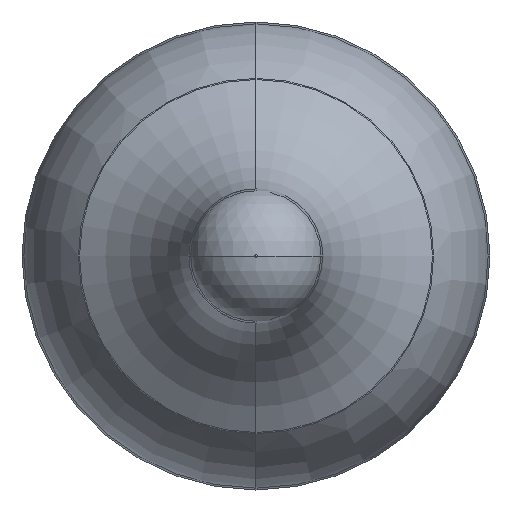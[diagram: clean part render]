
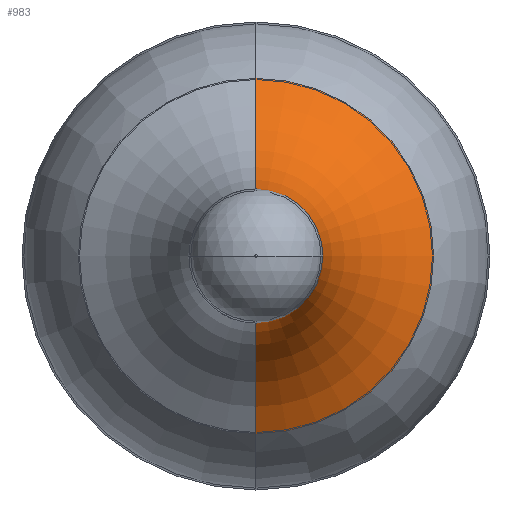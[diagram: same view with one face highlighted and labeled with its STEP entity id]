
A CAD part, left-side view. The second image highlights one B-rep face of the part: STEP entity #983.
In plain terms, the highlighted toroidal (fillet/blend) face has major radius 3.644 mm and minor radius 2.793 mm.
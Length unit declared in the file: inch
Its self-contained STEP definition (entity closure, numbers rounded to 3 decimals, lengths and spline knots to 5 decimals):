
#20 = DIRECTION ( 'NONE',  ( -1., 0., 0. ) ) ;
#35 = FACE_OUTER_BOUND ( 'NONE', #272, .T. ) ;
#46 = DIRECTION ( 'NONE',  ( 0., 0., -1. ) ) ;
#106 = VERTEX_POINT ( 'NONE', #1023 ) ;
#152 = DIRECTION ( 'NONE',  ( -1., 0., 0. ) ) ;
#158 = EDGE_CURVE ( 'NONE', #567, #106, #535, .T. ) ;
#168 = AXIS2_PLACEMENT_3D ( 'NONE', #341, #753, #953 ) ;
#181 = CARTESIAN_POINT ( 'NONE',  ( 0.13878, 0., -0.09298 ) ) ;
#185 = DIRECTION ( 'NONE',  ( 0., 0., 1. ) ) ;
#192 = CARTESIAN_POINT ( 'NONE',  ( 0.04525, -0.03358, 0. ) ) ;
#200 = CARTESIAN_POINT ( 'NONE',  ( 0.04525, 0., -0.03358 ) ) ;
#272 = EDGE_LOOP ( 'NONE', ( #433, #331, #447, #525, #918 ) ) ;
#286 = EDGE_CURVE ( 'NONE', #826, #719, #682, .T. ) ;
#330 = VERTEX_POINT ( 'NONE', #192 ) ;
#331 = ORIENTED_EDGE ( 'NONE', *, *, #286, .T. ) ;
#341 = CARTESIAN_POINT ( 'NONE',  ( 0.13878, 0., 0. ) ) ;
#415 = CARTESIAN_POINT ( 'NONE',  ( 0.04525, 0., 0. ) ) ;
#433 = ORIENTED_EDGE ( 'NONE', *, *, #1276, .F. ) ;
#447 = ORIENTED_EDGE ( 'NONE', *, *, #508, .T. ) ;
#458 = CARTESIAN_POINT ( 'NONE',  ( 0.04109, 0., -0.14346 ) ) ;
#508 = EDGE_CURVE ( 'NONE', #719, #106, #1214, .T. ) ;
#525 = ORIENTED_EDGE ( 'NONE', *, *, #158, .F. ) ;
#535 = CIRCLE ( 'NONE', #562, 0.10996 ) ;
#555 = DIRECTION ( 'NONE',  ( 0., 1., 0. ) ) ;
#562 = AXIS2_PLACEMENT_3D ( 'NONE', #643, #1055, #46 ) ;
#567 = VERTEX_POINT ( 'NONE', #1047 ) ;
#584 = CARTESIAN_POINT ( 'NONE',  ( 0.04525, 0., 0. ) ) ;
#643 = CARTESIAN_POINT ( 'NONE',  ( 0.04109, 0., 0.14346 ) ) ;
#655 = AXIS2_PLACEMENT_3D ( 'NONE', #584, #1204, #185 ) ;
#663 = DIRECTION ( 'NONE',  ( 0., 0., 1. ) ) ;
#682 = CIRCLE ( 'NONE', #955, 0.10996 ) ;
#719 = VERTEX_POINT ( 'NONE', #181 ) ;
#753 = DIRECTION ( 'NONE',  ( -1., 0., 0. ) ) ;
#764 = EDGE_CURVE ( 'NONE', #330, #567, #1237, .T. ) ;
#823 = CIRCLE ( 'NONE', #1006, 0.03358 ) ;
#826 = VERTEX_POINT ( 'NONE', #200 ) ;
#880 = TOROIDAL_SURFACE ( 'NONE', #1279, 0.14346, 0.10996 ) ;
#918 = ORIENTED_EDGE ( 'NONE', *, *, #764, .F. ) ;
#953 = DIRECTION ( 'NONE',  ( 0., 0., 1. ) ) ;
#955 = AXIS2_PLACEMENT_3D ( 'NONE', #458, #555, #1263 ) ;
#983 = ADVANCED_FACE ( 'NONE', ( #35 ), #880, .F. ) ;
#1006 = AXIS2_PLACEMENT_3D ( 'NONE', #415, #20, #1229 ) ;
#1023 = CARTESIAN_POINT ( 'NONE',  ( 0.13878, 0., 0.09298 ) ) ;
#1047 = CARTESIAN_POINT ( 'NONE',  ( 0.04525, 0., 0.03358 ) ) ;
#1055 = DIRECTION ( 'NONE',  ( 0., -1., 0. ) ) ;
#1070 = CARTESIAN_POINT ( 'NONE',  ( 0.04109, 0., 0. ) ) ;
#1204 = DIRECTION ( 'NONE',  ( -1., 0., 0. ) ) ;
#1214 = CIRCLE ( 'NONE', #168, 0.09298 ) ;
#1229 = DIRECTION ( 'NONE',  ( 0., 0., 1. ) ) ;
#1237 = CIRCLE ( 'NONE', #655, 0.03358 ) ;
#1263 = DIRECTION ( 'NONE',  ( 0., 0., 1. ) ) ;
#1276 = EDGE_CURVE ( 'NONE', #826, #330, #823, .T. ) ;
#1279 = AXIS2_PLACEMENT_3D ( 'NONE', #1070, #152, #663 ) ;
